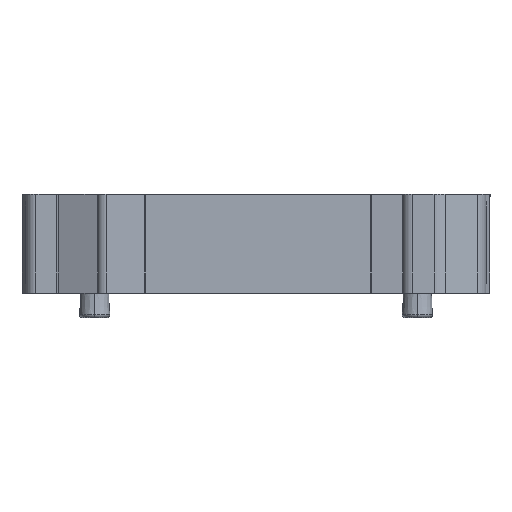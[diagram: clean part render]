
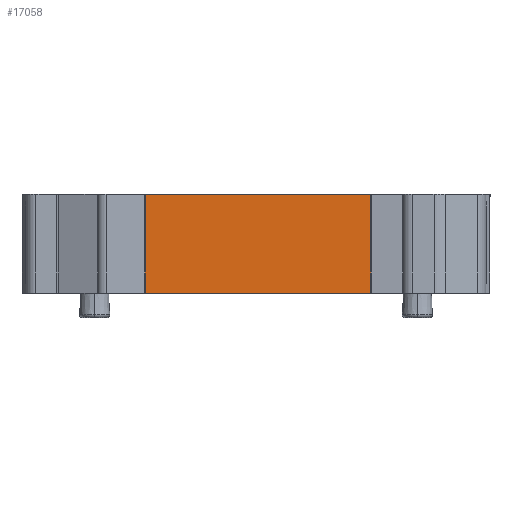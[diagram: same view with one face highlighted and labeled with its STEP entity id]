
A CAD part, front view. The second image highlights one B-rep face of the part: STEP entity #17058.
In plain terms, the highlighted planar face has unit normal (0, -1, 0).
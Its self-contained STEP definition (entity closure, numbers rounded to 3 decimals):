
#316 = PLANE('',#317);
#317 = AXIS2_PLACEMENT_3D('',#318,#319,#320);
#318 = CARTESIAN_POINT('',(0.,0.5,10.1));
#319 = DIRECTION('',(0.,0.,1.));
#320 = DIRECTION('',(1.,0.,0.));
#531 = PLANE('',#532);
#532 = AXIS2_PLACEMENT_3D('',#533,#534,#535);
#533 = CARTESIAN_POINT('',(0.,0.5,0.));
#534 = DIRECTION('',(0.,0.,1.));
#535 = DIRECTION('',(1.,0.,0.));
#4380 = VERTEX_POINT('',#4381);
#4381 = CARTESIAN_POINT('',(11.721,0.8,10.1));
#4396 = CYLINDRICAL_SURFACE('',#4397,1.);
#4397 = AXIS2_PLACEMENT_3D('',#4398,#4399,#4400);
#4398 = CARTESIAN_POINT('',(11.721,-0.2,10.1));
#4399 = DIRECTION('',(0.,0.,1.));
#4400 = DIRECTION('',(1.,0.,0.));
#4408 = EDGE_CURVE('',#4409,#4380,#4411,.T.);
#4409 = VERTEX_POINT('',#4410);
#4410 = CARTESIAN_POINT('',(-11.321,0.8,10.1));
#4411 = SURFACE_CURVE('',#4412,(#4416,#4423),.PCURVE_S1.);
#4412 = LINE('',#4413,#4414);
#4413 = CARTESIAN_POINT('',(-11.321,0.8,10.1));
#4414 = VECTOR('',#4415,1.);
#4415 = DIRECTION('',(1.,0.,0.));
#4416 = PCURVE('',#316,#4417);
#4417 = DEFINITIONAL_REPRESENTATION('',(#4418),#4422);
#4418 = LINE('',#4419,#4420);
#4419 = CARTESIAN_POINT('',(-11.321,0.3));
#4420 = VECTOR('',#4421,1.);
#4421 = DIRECTION('',(1.,0.));
#4422 = ( GEOMETRIC_REPRESENTATION_CONTEXT(2) 
PARAMETRIC_REPRESENTATION_CONTEXT() REPRESENTATION_CONTEXT('2D SPACE',''
  ) );
#4423 = PCURVE('',#4424,#4429);
#4424 = PLANE('',#4425);
#4425 = AXIS2_PLACEMENT_3D('',#4426,#4427,#4428);
#4426 = CARTESIAN_POINT('',(11.721,0.8,10.1));
#4427 = DIRECTION('',(0.,1.,0.));
#4428 = DIRECTION('',(-1.,0.,0.));
#4429 = DEFINITIONAL_REPRESENTATION('',(#4430),#4434);
#4430 = LINE('',#4431,#4432);
#4431 = CARTESIAN_POINT('',(23.042,0.));
#4432 = VECTOR('',#4433,1.);
#4433 = DIRECTION('',(-1.,0.));
#4434 = ( GEOMETRIC_REPRESENTATION_CONTEXT(2) 
PARAMETRIC_REPRESENTATION_CONTEXT() REPRESENTATION_CONTEXT('2D SPACE',''
  ) );
#4453 = CYLINDRICAL_SURFACE('',#4454,1.);
#4454 = AXIS2_PLACEMENT_3D('',#4455,#4456,#4457);
#4455 = CARTESIAN_POINT('',(-11.321,-0.2,10.1));
#4456 = DIRECTION('',(0.,0.,1.));
#4457 = DIRECTION('',(1.,0.,0.));
#8302 = VERTEX_POINT('',#8303);
#8303 = CARTESIAN_POINT('',(-11.321,0.8,0.));
#8325 = EDGE_CURVE('',#8326,#8302,#8328,.T.);
#8326 = VERTEX_POINT('',#8327);
#8327 = CARTESIAN_POINT('',(11.721,0.8,0.));
#8328 = SURFACE_CURVE('',#8329,(#8333,#8340),.PCURVE_S1.);
#8329 = LINE('',#8330,#8331);
#8330 = CARTESIAN_POINT('',(11.721,0.8,0.));
#8331 = VECTOR('',#8332,1.);
#8332 = DIRECTION('',(-1.,0.,0.));
#8333 = PCURVE('',#531,#8334);
#8334 = DEFINITIONAL_REPRESENTATION('',(#8335),#8339);
#8335 = LINE('',#8336,#8337);
#8336 = CARTESIAN_POINT('',(11.721,0.3));
#8337 = VECTOR('',#8338,1.);
#8338 = DIRECTION('',(-1.,0.));
#8339 = ( GEOMETRIC_REPRESENTATION_CONTEXT(2) 
PARAMETRIC_REPRESENTATION_CONTEXT() REPRESENTATION_CONTEXT('2D SPACE',''
  ) );
#8340 = PCURVE('',#4424,#8341);
#8341 = DEFINITIONAL_REPRESENTATION('',(#8342),#8346);
#8342 = LINE('',#8343,#8344);
#8343 = CARTESIAN_POINT('',(0.,-10.1));
#8344 = VECTOR('',#8345,1.);
#8345 = DIRECTION('',(1.,0.));
#8346 = ( GEOMETRIC_REPRESENTATION_CONTEXT(2) 
PARAMETRIC_REPRESENTATION_CONTEXT() REPRESENTATION_CONTEXT('2D SPACE',''
  ) );
#17038 = EDGE_CURVE('',#4380,#8326,#17039,.T.);
#17039 = SURFACE_CURVE('',#17040,(#17044,#17051),.PCURVE_S1.);
#17040 = LINE('',#17041,#17042);
#17041 = CARTESIAN_POINT('',(11.721,0.8,10.1));
#17042 = VECTOR('',#17043,1.);
#17043 = DIRECTION('',(0.,0.,-1.));
#17044 = PCURVE('',#4396,#17045);
#17045 = DEFINITIONAL_REPRESENTATION('',(#17046),#17050);
#17046 = LINE('',#17047,#17048);
#17047 = CARTESIAN_POINT('',(1.571,0.));
#17048 = VECTOR('',#17049,1.);
#17049 = DIRECTION('',(0.,-1.));
#17050 = ( GEOMETRIC_REPRESENTATION_CONTEXT(2) 
PARAMETRIC_REPRESENTATION_CONTEXT() REPRESENTATION_CONTEXT('2D SPACE',''
  ) );
#17051 = PCURVE('',#4424,#17052);
#17052 = DEFINITIONAL_REPRESENTATION('',(#17053),#17057);
#17053 = LINE('',#17054,#17055);
#17054 = CARTESIAN_POINT('',(0.,0.));
#17055 = VECTOR('',#17056,1.);
#17056 = DIRECTION('',(0.,-1.));
#17057 = ( GEOMETRIC_REPRESENTATION_CONTEXT(2) 
PARAMETRIC_REPRESENTATION_CONTEXT() REPRESENTATION_CONTEXT('2D SPACE',''
  ) );
#17058 = ADVANCED_FACE('',(#17059),#4424,.F.);
#17059 = FACE_BOUND('',#17060,.F.);
#17060 = EDGE_LOOP('',(#17061,#17062,#17083,#17084));
#17061 = ORIENTED_EDGE('',*,*,#8325,.T.);
#17062 = ORIENTED_EDGE('',*,*,#17063,.F.);
#17063 = EDGE_CURVE('',#4409,#8302,#17064,.T.);
#17064 = SURFACE_CURVE('',#17065,(#17069,#17076),.PCURVE_S1.);
#17065 = LINE('',#17066,#17067);
#17066 = CARTESIAN_POINT('',(-11.321,0.8,10.1));
#17067 = VECTOR('',#17068,1.);
#17068 = DIRECTION('',(0.,0.,-1.));
#17069 = PCURVE('',#4424,#17070);
#17070 = DEFINITIONAL_REPRESENTATION('',(#17071),#17075);
#17071 = LINE('',#17072,#17073);
#17072 = CARTESIAN_POINT('',(23.042,0.));
#17073 = VECTOR('',#17074,1.);
#17074 = DIRECTION('',(0.,-1.));
#17075 = ( GEOMETRIC_REPRESENTATION_CONTEXT(2) 
PARAMETRIC_REPRESENTATION_CONTEXT() REPRESENTATION_CONTEXT('2D SPACE',''
  ) );
#17076 = PCURVE('',#4453,#17077);
#17077 = DEFINITIONAL_REPRESENTATION('',(#17078),#17082);
#17078 = LINE('',#17079,#17080);
#17079 = CARTESIAN_POINT('',(1.571,0.));
#17080 = VECTOR('',#17081,1.);
#17081 = DIRECTION('',(0.,-1.));
#17082 = ( GEOMETRIC_REPRESENTATION_CONTEXT(2) 
PARAMETRIC_REPRESENTATION_CONTEXT() REPRESENTATION_CONTEXT('2D SPACE',''
  ) );
#17083 = ORIENTED_EDGE('',*,*,#4408,.T.);
#17084 = ORIENTED_EDGE('',*,*,#17038,.T.);
